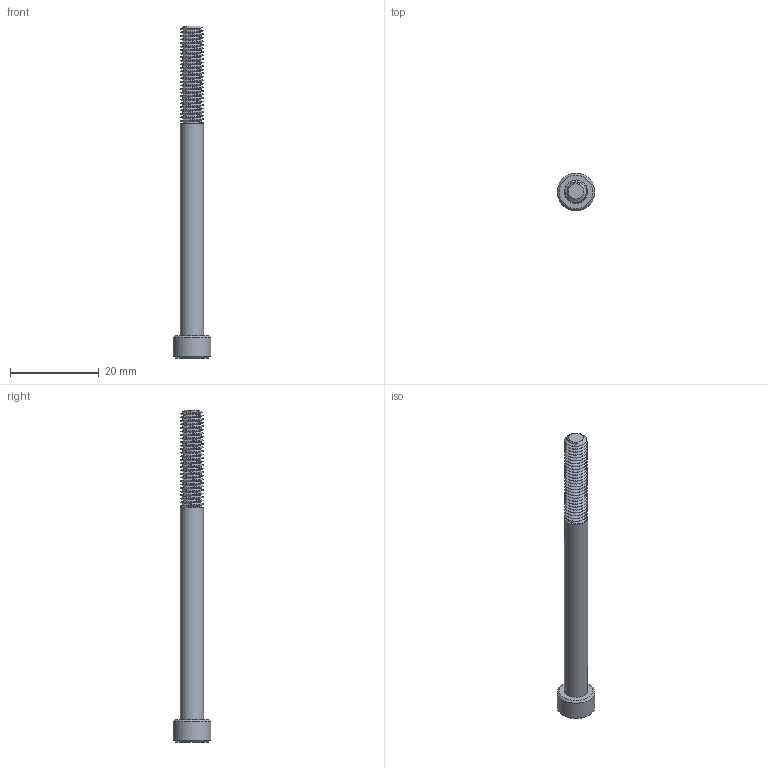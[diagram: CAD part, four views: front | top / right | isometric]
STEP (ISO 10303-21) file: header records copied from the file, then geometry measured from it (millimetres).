
FILE_DESCRIPTION(/* description */ ('M5 x 70mm SHCS'),/* implementation_level */ '2;1');
FILE_NAME(/* name */ '91290A272.ipt.step',/* time_stamp */ '2013-11-18T15:49:38-06:00',/* author */ ('Edward'),/* organization */ (''),/* preprocessor_version */ 'ST-DEVELOPER v15.2',/* originating_system */ 'Autodesk Inventor 2014',/* authorisation */ '');
FILE_SCHEMA (('AUTOMOTIVE_DESIGN { 1 0 10303 214 3 1 1 }'));
Length unit declared in the file: millimetre
Products named in the file (1): 91290A272
Bounding box: 8.5 x 8.5 x 75 mm (x, y, z)
Volume: 1625.3 mm3; surface area: 1599 mm2
Topology: 1 solids, 1 shells, 27 faces, 275 edges, 252 vertices
Faces by surface type: plane 11, cone 10, cylinder 4, bspline 2
Full cylindrical faces by diameter (mm): 5.254 x1, 8.5 x1
Entity records: 8101 total; most frequent: CARTESIAN_POINT 6695, ORIENTED_EDGE 536, EDGE_CURVE 268, VERTEX_POINT 251, DIRECTION 106, AXIS2_PLACEMENT_3D 47, EDGE_LOOP 35, FACE_OUTER_BOUND 27
